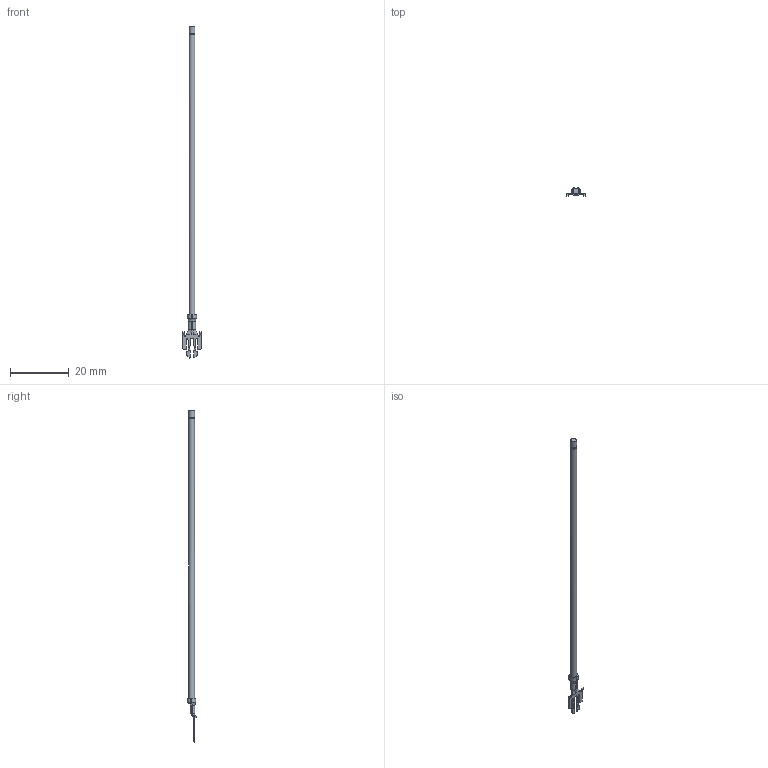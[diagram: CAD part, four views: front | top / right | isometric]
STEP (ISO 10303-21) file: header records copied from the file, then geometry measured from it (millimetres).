
FILE_DESCRIPTION(/* description */ ('Unknown'),/* implementation_level */ '2;1');
FILE_NAME(/* name */ '49111x05xx',/* time_stamp */ '2020-07-07T10:35:14+02:00',/* author */ ('Unknown'),/* organization */ ('Unknown'),/* preprocessor_version */ 'ST-DEVELOPER v16.7',/* originating_system */ 'DEX',/* authorisation */ $);
FILE_SCHEMA (('AUTOMOTIVE_DESIGN {1 0 10303 214 3 1 1}'));
Length unit declared in the file: millimetre
Products named in the file (1): 49111x05xx
Bounding box: 6.3 x 2.92 x 113.24 mm (x, y, z)
Volume: 343.4 mm3; surface area: 789.4 mm2
Topology: 1 solids, 1 shells, 163 faces, 477 edges, 304 vertices
Faces by surface type: plane 71, cylinder 55, bspline 37
Full cylindrical faces by diameter (mm): 1.5 x1, 2 x2
Entity records: 7141 total; most frequent: CARTESIAN_POINT 1966, ORIENTED_EDGE 914, DIRECTION 744, EDGE_CURVE 457, VERTEX_POINT 302, AXIS2_PLACEMENT_3D 262, LINE 220, VECTOR 220
